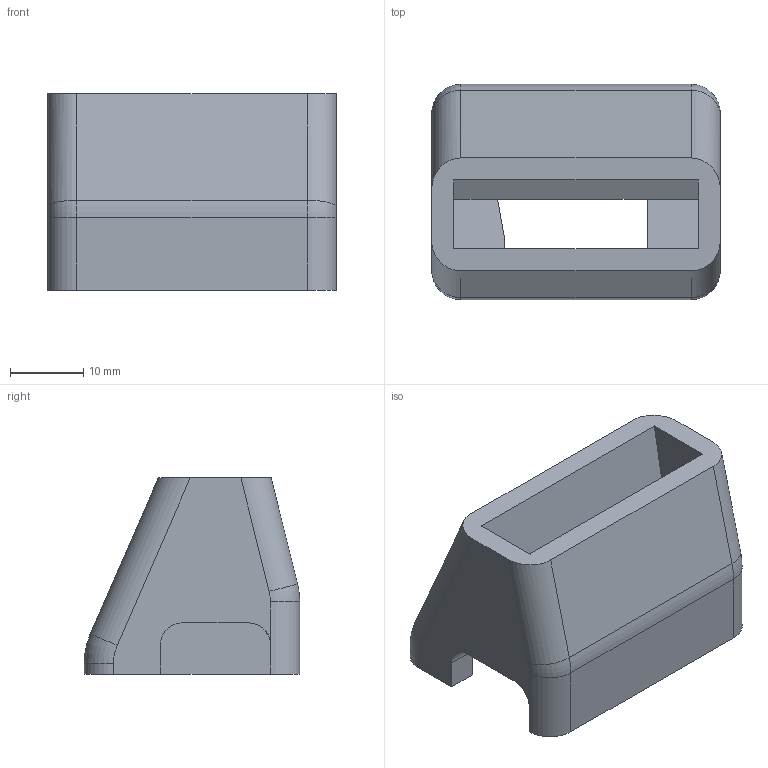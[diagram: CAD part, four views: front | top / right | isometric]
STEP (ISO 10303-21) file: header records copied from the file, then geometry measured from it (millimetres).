
FILE_DESCRIPTION(/* description */ (''),/* implementation_level */ '2;1');
FILE_NAME(/* name */ 'cradle v6.step',/* time_stamp */ '2023-03-24T07:47:19+09:00',/* author */ (''),/* organization */ (''),/* preprocessor_version */ 'ST-DEVELOPER v19.2',/* originating_system */ 'Autodesk Translation Framework v11.17.0.187',/* authorisation */ '');
FILE_SCHEMA (('AUTOMOTIVE_DESIGN { 1 0 10303 214 3 1 1 }'));
Length unit declared in the file: millimetre
Products named in the file (1): cradle
Bounding box: 39.4 x 29.41 x 26.77 mm (x, y, z)
Volume: 14500.4 mm3; surface area: 6509.1 mm2
Topology: 1 solids, 1 shells, 48 faces, 121 edges, 74 vertices
Faces by surface type: plane 27, cylinder 12, torus 4, bspline 3, cone 2
Entity records: 1507 total; most frequent: CARTESIAN_POINT 328, ORIENTED_EDGE 242, DIRECTION 233, EDGE_CURVE 121, LINE 83, VECTOR 83, AXIS2_PLACEMENT_3D 75, VERTEX_POINT 74
